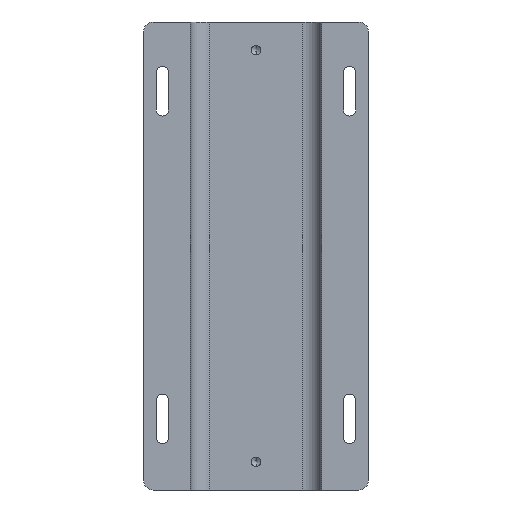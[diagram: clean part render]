
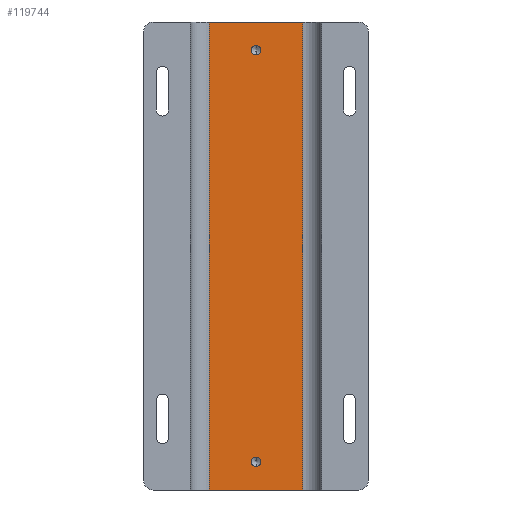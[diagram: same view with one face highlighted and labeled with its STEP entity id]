
A CAD part, front view. The second image highlights one B-rep face of the part: STEP entity #119744.
In plain terms, the highlighted planar face has unit normal (0, -1, 0).
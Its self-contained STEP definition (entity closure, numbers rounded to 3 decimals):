
#168 = VECTOR ( 'NONE', #28131, 1000. ) ;
#3752 = ORIENTED_EDGE ( 'NONE', *, *, #20688, .T. ) ;
#4506 = AXIS2_PLACEMENT_3D ( 'NONE', #108408, #42475, #15003 ) ;
#7938 = DIRECTION ( 'NONE',  ( 0., -1., 0. ) ) ;
#7995 = FACE_BOUND ( 'NONE', #20494, .T. ) ;
#10360 = VERTEX_POINT ( 'NONE', #14100 ) ;
#10888 = ORIENTED_EDGE ( 'NONE', *, *, #38364, .F. ) ;
#11361 = AXIS2_PLACEMENT_3D ( 'NONE', #49243, #7938, #104211 ) ;
#13712 = VERTEX_POINT ( 'NONE', #73673 ) ;
#14100 = CARTESIAN_POINT ( 'NONE',  ( 0., 0., 112.5 ) ) ;
#15003 = DIRECTION ( 'NONE',  ( 0., 0., -1. ) ) ;
#15175 = DIRECTION ( 'NONE',  ( 0., 0., -1. ) ) ;
#15962 = FACE_OUTER_BOUND ( 'NONE', #18075, .T. ) ;
#17031 = CARTESIAN_POINT ( 'NONE',  ( 0., 0., 107.5 ) ) ;
#18075 = EDGE_LOOP ( 'NONE', ( #3752, #103053, #109705, #118671 ) ) ;
#18179 = DIRECTION ( 'NONE',  ( 0., 0., -1. ) ) ;
#20494 = EDGE_LOOP ( 'NONE', ( #85235, #22037 ) ) ;
#20688 = EDGE_CURVE ( 'NONE', #117044, #88493, #23991, .T. ) ;
#22037 = ORIENTED_EDGE ( 'NONE', *, *, #105948, .F. ) ;
#23991 = LINE ( 'NONE', #99089, #62601 ) ;
#27545 = DIRECTION ( 'NONE',  ( 0., 1., 0. ) ) ;
#28131 = DIRECTION ( 'NONE',  ( 0., 0., -1. ) ) ;
#30539 = CARTESIAN_POINT ( 'NONE',  ( -25., 0., 125. ) ) ;
#30842 = DIRECTION ( 'NONE',  ( 1., 0., 0. ) ) ;
#31543 = CARTESIAN_POINT ( 'NONE',  ( 25., 0., -125. ) ) ;
#36693 = CARTESIAN_POINT ( 'NONE',  ( 25., 0., 125. ) ) ;
#38364 = EDGE_CURVE ( 'NONE', #61732, #44241, #86340, .T. ) ;
#38925 = DIRECTION ( 'NONE',  ( 0., -1., 0. ) ) ;
#40797 = CARTESIAN_POINT ( 'NONE',  ( -25., 0., 125. ) ) ;
#42475 = DIRECTION ( 'NONE',  ( 0., -1., 0. ) ) ;
#44241 = VERTEX_POINT ( 'NONE', #59762 ) ;
#46187 = CIRCLE ( 'NONE', #11361, 2.5 ) ;
#48518 = EDGE_CURVE ( 'NONE', #94387, #13712, #54708, .T. ) ;
#49243 = CARTESIAN_POINT ( 'NONE',  ( 0., 0., 110. ) ) ;
#49452 = DIRECTION ( 'NONE',  ( 0., 0., -1. ) ) ;
#51809 = DIRECTION ( 'NONE',  ( 0., -1., 0. ) ) ;
#54708 = LINE ( 'NONE', #73620, #95055 ) ;
#58560 = CIRCLE ( 'NONE', #93574, 2.5 ) ;
#59362 = CIRCLE ( 'NONE', #67394, 2.5 ) ;
#59762 = CARTESIAN_POINT ( 'NONE',  ( 0., 0., -112.5 ) ) ;
#60509 = EDGE_CURVE ( 'NONE', #94387, #117044, #114168, .T. ) ;
#61732 = VERTEX_POINT ( 'NONE', #103691 ) ;
#62601 = VECTOR ( 'NONE', #108849, 1000. ) ;
#67394 = AXIS2_PLACEMENT_3D ( 'NONE', #85925, #38925, #18179 ) ;
#68027 = EDGE_CURVE ( 'NONE', #44241, #61732, #58560, .T. ) ;
#68263 = AXIS2_PLACEMENT_3D ( 'NONE', #92233, #27545, #119715 ) ;
#70080 = CARTESIAN_POINT ( 'NONE',  ( -25., 0., -125. ) ) ;
#71319 = CARTESIAN_POINT ( 'NONE',  ( 0., 0., -110. ) ) ;
#73620 = CARTESIAN_POINT ( 'NONE',  ( -25., 0., 125. ) ) ;
#73673 = CARTESIAN_POINT ( 'NONE',  ( 25., 0., 125. ) ) ;
#78393 = EDGE_CURVE ( 'NONE', #13712, #88493, #120311, .T. ) ;
#78717 = VERTEX_POINT ( 'NONE', #17031 ) ;
#82469 = PLANE ( 'NONE',  #68263 ) ;
#85235 = ORIENTED_EDGE ( 'NONE', *, *, #89053, .F. ) ;
#85925 = CARTESIAN_POINT ( 'NONE',  ( 0., 0., 110. ) ) ;
#86340 = CIRCLE ( 'NONE', #4506, 2.5 ) ;
#88493 = VERTEX_POINT ( 'NONE', #31543 ) ;
#89053 = EDGE_CURVE ( 'NONE', #78717, #10360, #59362, .T. ) ;
#92233 = CARTESIAN_POINT ( 'NONE',  ( -25., 0., 125. ) ) ;
#93574 = AXIS2_PLACEMENT_3D ( 'NONE', #71319, #51809, #15175 ) ;
#93921 = ORIENTED_EDGE ( 'NONE', *, *, #68027, .F. ) ;
#94387 = VERTEX_POINT ( 'NONE', #40797 ) ;
#95055 = VECTOR ( 'NONE', #30842, 1000. ) ;
#99089 = CARTESIAN_POINT ( 'NONE',  ( -25., 0., -125. ) ) ;
#103053 = ORIENTED_EDGE ( 'NONE', *, *, #78393, .F. ) ;
#103691 = CARTESIAN_POINT ( 'NONE',  ( 0., 0., -107.5 ) ) ;
#104211 = DIRECTION ( 'NONE',  ( 0., 0., -1. ) ) ;
#105948 = EDGE_CURVE ( 'NONE', #10360, #78717, #46187, .T. ) ;
#106615 = VECTOR ( 'NONE', #49452, 1000. ) ;
#108408 = CARTESIAN_POINT ( 'NONE',  ( 0., 0., -110. ) ) ;
#108849 = DIRECTION ( 'NONE',  ( 1., 0., 0. ) ) ;
#109705 = ORIENTED_EDGE ( 'NONE', *, *, #48518, .F. ) ;
#110579 = FACE_BOUND ( 'NONE', #111038, .T. ) ;
#111038 = EDGE_LOOP ( 'NONE', ( #93921, #10888 ) ) ;
#114168 = LINE ( 'NONE', #30539, #106615 ) ;
#117044 = VERTEX_POINT ( 'NONE', #70080 ) ;
#118671 = ORIENTED_EDGE ( 'NONE', *, *, #60509, .T. ) ;
#119715 = DIRECTION ( 'NONE',  ( -1., 0., 0. ) ) ;
#119744 = ADVANCED_FACE ( 'NONE', ( #110579, #7995, #15962 ), #82469, .F. ) ;
#120311 = LINE ( 'NONE', #36693, #168 ) ;
